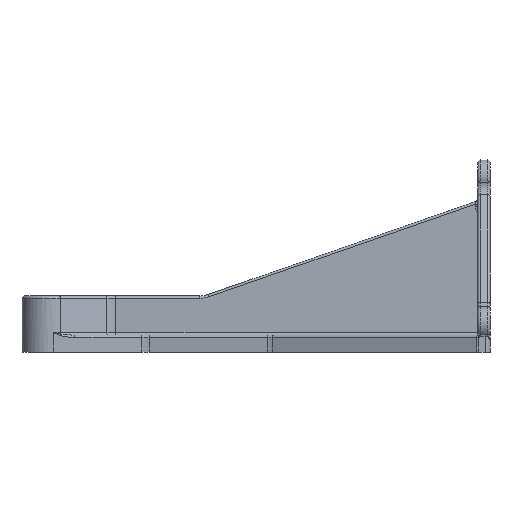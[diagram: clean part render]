
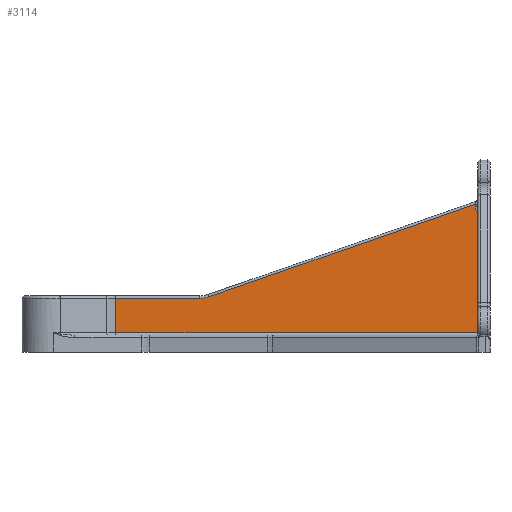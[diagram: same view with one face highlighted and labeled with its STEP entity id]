
A CAD part, front view. The second image highlights one B-rep face of the part: STEP entity #3114.
In plain terms, the highlighted planar face has unit normal (0, -1, 0).
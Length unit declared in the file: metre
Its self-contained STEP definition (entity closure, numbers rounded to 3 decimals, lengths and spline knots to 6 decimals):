
#103=ELLIPSE('',#3434,0.002973,0.002);
#297=CIRCLE('',#3435,0.011);
#777=ORIENTED_EDGE('',*,*,#1642,.T.);
#778=ORIENTED_EDGE('',*,*,#1644,.T.);
#779=ORIENTED_EDGE('',*,*,#1645,.T.);
#780=ORIENTED_EDGE('',*,*,#1646,.T.);
#781=ORIENTED_EDGE('',*,*,#1647,.T.);
#782=ORIENTED_EDGE('',*,*,#1648,.T.);
#783=ORIENTED_EDGE('',*,*,#1649,.T.);
#784=ORIENTED_EDGE('',*,*,#1650,.T.);
#785=ORIENTED_EDGE('',*,*,#1651,.T.);
#1642=EDGE_CURVE('',#2070,#2069,#2290,.T.);
#1644=EDGE_CURVE('',#2069,#2071,#2291,.T.);
#1645=EDGE_CURVE('',#2071,#2072,#2292,.T.);
#1646=EDGE_CURVE('',#2072,#2073,#2293,.T.);
#1647=EDGE_CURVE('',#2073,#2074,#103,.F.);
#1648=EDGE_CURVE('',#2074,#2075,#2294,.T.);
#1649=EDGE_CURVE('',#2075,#2076,#2295,.T.);
#1650=EDGE_CURVE('',#2076,#2077,#297,.F.);
#1651=EDGE_CURVE('',#2077,#2070,#2296,.T.);
#2069=VERTEX_POINT('',#5347);
#2070=VERTEX_POINT('',#5349);
#2071=VERTEX_POINT('',#5353);
#2072=VERTEX_POINT('',#5355);
#2073=VERTEX_POINT('',#5357);
#2074=VERTEX_POINT('',#5359);
#2075=VERTEX_POINT('',#5361);
#2076=VERTEX_POINT('',#5363);
#2077=VERTEX_POINT('',#5365);
#2290=LINE('',#5348,#2501);
#2291=LINE('',#5352,#2502);
#2292=LINE('',#5354,#2503);
#2293=LINE('',#5356,#2504);
#2294=LINE('',#5360,#2505);
#2295=LINE('',#5362,#2506);
#2296=LINE('',#5366,#2507);
#2501=VECTOR('',#4177,1.);
#2502=VECTOR('',#4182,1.);
#2503=VECTOR('',#4183,1.);
#2504=VECTOR('',#4184,1.);
#2505=VECTOR('',#4187,1.);
#2506=VECTOR('',#4188,1.);
#2507=VECTOR('',#4191,1.);
#2631=EDGE_LOOP('',(#777,#778,#779,#780,#781,#782,#783,#784,#785));
#2855=FACE_BOUND('',#2631,.T.);
#3042=PLANE('',#3433);
#3114=ADVANCED_FACE('',(#2855),#3042,.T.);
#3433=AXIS2_PLACEMENT_3D('',#5351,#4180,#4181);
#3434=AXIS2_PLACEMENT_3D('',#5358,#4185,#4186);
#3435=AXIS2_PLACEMENT_3D('',#5364,#4189,#4190);
#4177=DIRECTION('',(0.,0.,-1.));
#4180=DIRECTION('',(0.,-1.,0.));
#4181=DIRECTION('',(1.,0.,0.));
#4182=DIRECTION('',(1.,0.,0.));
#4183=DIRECTION('',(0.,0.,1.));
#4184=DIRECTION('',(-1.,0.,0.));
#4185=DIRECTION('',(0.,-1.,0.));
#4186=DIRECTION('',(0.,0.,1.));
#4187=DIRECTION('',(0.,0.,1.));
#4188=DIRECTION('',(-0.944,0.,-0.329));
#4189=DIRECTION('',(0.,-1.,0.));
#4190=DIRECTION('',(1.,0.,0.));
#4191=DIRECTION('',(-1.,0.,0.));
#5347=CARTESIAN_POINT('',(-0.153099,-0.0025,0.008));
#5348=CARTESIAN_POINT('',(-0.153099,-0.0025,0.023));
#5349=CARTESIAN_POINT('',(-0.153099,-0.0025,0.022));
#5351=CARTESIAN_POINT('',(-0.135049,-0.0025,0.023));
#5352=CARTESIAN_POINT('',(-0.003,-0.0025,0.008));
#5353=CARTESIAN_POINT('',(-0.003,-0.0025,0.008));
#5354=CARTESIAN_POINT('',(-0.003,-0.0025,0.05925));
#5355=CARTESIAN_POINT('',(-0.003,-0.0025,0.056663));
#5356=CARTESIAN_POINT('',(-0.004,-0.0025,0.056663));
#5357=CARTESIAN_POINT('',(-0.004,-0.0025,0.056663));
#5358=CARTESIAN_POINT('',(-0.004,-0.0025,0.059637));
#5359=CARTESIAN_POINT('',(-0.006,-0.0025,0.059637));
#5360=CARTESIAN_POINT('',(-0.006,-0.0025,0.060941));
#5361=CARTESIAN_POINT('',(-0.006,-0.0025,0.060593));
#5362=CARTESIAN_POINT('',(-0.115074,-0.0025,0.022612));
#5363=CARTESIAN_POINT('',(-0.115074,-0.0025,0.022612));
#5364=CARTESIAN_POINT('',(-0.118691,-0.0025,0.033));
#5365=CARTESIAN_POINT('',(-0.118691,-0.0025,0.022));
#5366=CARTESIAN_POINT('',(-0.135049,-0.0025,0.022));
